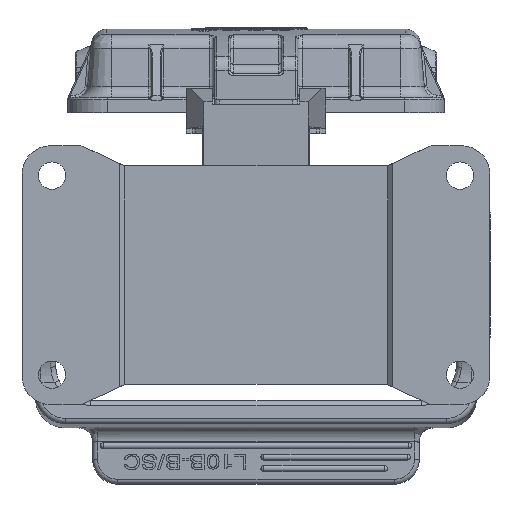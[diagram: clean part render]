
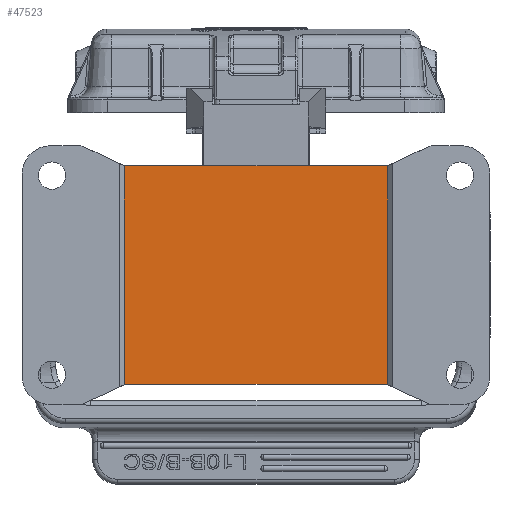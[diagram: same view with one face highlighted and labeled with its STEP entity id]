
A CAD part, front view. The second image highlights one B-rep face of the part: STEP entity #47523.
In plain terms, the highlighted planar face has unit normal (0, -1, 0).
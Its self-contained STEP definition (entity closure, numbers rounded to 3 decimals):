
#9382=DIRECTION('',(-1.,0.,0.));
#9383=VECTOR('',#9382,52.808);
#9384=CARTESIAN_POINT('',(73.404,1.,
-71.837));
#9385=LINE('',#9384,#9383);
#9386=DIRECTION('',(-0.927,0.,-0.376));
#9387=VECTOR('',#9386,0.02);
#9388=CARTESIAN_POINT('',(20.596,1.,
-71.836));
#9389=LINE('',#9388,#9387);
#9390=DIRECTION('',(0.927,0.,-0.376));
#9391=VECTOR('',#9390,0.02);
#9392=CARTESIAN_POINT('',(20.578,1.,
-27.947));
#9393=LINE('',#9392,#9391);
#9394=DIRECTION('',(1.,0.,0.));
#9395=VECTOR('',#9394,52.808);
#9396=CARTESIAN_POINT('',(20.596,1.,
-27.954));
#9397=LINE('',#9396,#9395);
#9398=DIRECTION('',(0.927,0.,0.376));
#9399=VECTOR('',#9398,0.02);
#9400=CARTESIAN_POINT('',(73.404,1.,
-27.954));
#9401=LINE('',#9400,#9399);
#9406=DIRECTION('',(0.962,0.,-0.275));
#9407=VECTOR('',#9406,0.019);
#9408=CARTESIAN_POINT('',(73.404,1.,
-71.837));
#9409=LINE('',#9408,#9407);
#9410=DIRECTION('',(0.,0.,1.));
#9411=VECTOR('',#9410,43.896);
#9412=CARTESIAN_POINT('',(73.422,1.,
-71.843));
#9413=LINE('',#9412,#9411);
#18173=DIRECTION('',(0.,0.,-1.));
#18174=VECTOR('',#18173,43.897);
#18175=CARTESIAN_POINT('',(20.578,1.,
-27.947));
#18176=LINE('',#18175,#18174);
#27196=CARTESIAN_POINT('',(20.596,1.,
-27.954));
#27197=CARTESIAN_POINT('',(73.404,1.,
-27.954));
#27198=VERTEX_POINT('',#27196);
#27199=VERTEX_POINT('',#27197);
#27646=CARTESIAN_POINT('',(20.578,1.,
-27.947));
#27648=VERTEX_POINT('',#27646);
#27649=CARTESIAN_POINT('',(73.404,1.,
-71.837));
#27650=CARTESIAN_POINT('',(20.596,1.,
-71.836));
#27651=VERTEX_POINT('',#27649);
#27652=VERTEX_POINT('',#27650);
#27653=CARTESIAN_POINT('',(20.578,1.,
-71.844));
#27654=VERTEX_POINT('',#27653);
#27655=CARTESIAN_POINT('',(73.422,1.,
-27.947));
#27656=VERTEX_POINT('',#27655);
#27657=CARTESIAN_POINT('',(73.422,1.,
-71.843));
#27658=VERTEX_POINT('',#27657);
#47503=CARTESIAN_POINT('',(47.,1.,-49.895));
#47504=DIRECTION('',(0.,1.,0.));
#47505=DIRECTION('',(0.,0.,-1.));
#47506=AXIS2_PLACEMENT_3D('',#47503,#47504,#47505);
#47507=PLANE('',#47506);
#47509=ORIENTED_EDGE('',*,*,#47508,.F.);
#47510=ORIENTED_EDGE('',*,*,#46995,.T.);
#47512=ORIENTED_EDGE('',*,*,#47511,.T.);
#47514=ORIENTED_EDGE('',*,*,#47513,.F.);
#47515=ORIENTED_EDGE('',*,*,#47490,.T.);
#47516=ORIENTED_EDGE('',*,*,#45333,.T.);
#47518=ORIENTED_EDGE('',*,*,#47517,.T.);
#47520=ORIENTED_EDGE('',*,*,#47519,.F.);
#47521=EDGE_LOOP('',(#47509,#47510,#47512,#47514,#47515,#47516,#47518,#47520));
#47522=FACE_OUTER_BOUND('',#47521,.F.);
#45333=EDGE_CURVE('',#27198,#27199,#9397,.T.);
#46995=EDGE_CURVE('',#27651,#27652,#9385,.T.);
#47490=EDGE_CURVE('',#27648,#27198,#9393,.T.);
#47508=EDGE_CURVE('',#27651,#27658,#9409,.T.);
#47511=EDGE_CURVE('',#27652,#27654,#9389,.T.);
#47513=EDGE_CURVE('',#27648,#27654,#18176,.T.);
#47517=EDGE_CURVE('',#27199,#27656,#9401,.T.);
#47519=EDGE_CURVE('',#27658,#27656,#9413,.T.);
#47523=ADVANCED_FACE('',(#47522),#47507,.F.);
